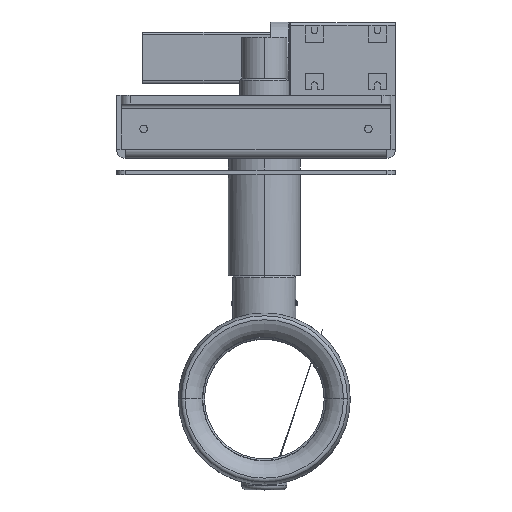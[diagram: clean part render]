
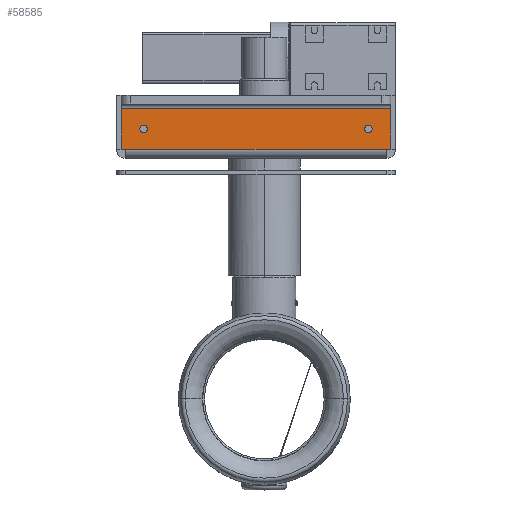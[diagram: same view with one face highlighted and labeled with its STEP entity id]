
A CAD part, top view. The second image highlights one B-rep face of the part: STEP entity #58585.
In plain terms, the highlighted planar face has unit normal (0, 0, 1).
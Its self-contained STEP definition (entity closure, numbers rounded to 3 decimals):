
#553 = EDGE_CURVE ( 'NONE', #61526, #1949, #23263, .T. ) ;
#1553 = CARTESIAN_POINT ( 'NONE',  ( -218.806, 199.599, 468.163 ) ) ;
#1949 = VERTEX_POINT ( 'NONE', #54987 ) ;
#4235 = EDGE_CURVE ( 'NONE', #7193, #24074, #45188, .T. ) ;
#4329 = CARTESIAN_POINT ( 'NONE',  ( 76.123, 244.799, 468.163 ) ) ;
#5634 = AXIS2_PLACEMENT_3D ( 'NONE', #64760, #60795, #24800 ) ;
#7193 = VERTEX_POINT ( 'NONE', #29279 ) ;
#7645 = EDGE_CURVE ( 'NONE', #26239, #33937, #35630, .T. ) ;
#8295 = CARTESIAN_POINT ( 'NONE',  ( 76.123, 199.599, 468.163 ) ) ;
#8337 = VERTEX_POINT ( 'NONE', #4329 ) ;
#9744 = CARTESIAN_POINT ( 'NONE',  ( -198.735, 226.449, 468.163 ) ) ;
#10051 = VERTEX_POINT ( 'NONE', #50375 ) ;
#10857 = EDGE_LOOP ( 'NONE', ( #30880, #41236 ) ) ;
#12187 = DIRECTION ( 'NONE',  ( 0., 0., -1. ) ) ;
#12238 = EDGE_LOOP ( 'NONE', ( #26756, #28668 ) ) ;
#12850 = DIRECTION ( 'NONE',  ( 0., 0., -1. ) ) ;
#12987 = DIRECTION ( 'NONE',  ( 0., 0., -1. ) ) ;
#14117 = CARTESIAN_POINT ( 'NONE',  ( -223.735, 244.799, 468.163 ) ) ;
#16006 = VECTOR ( 'NONE', #36485, 1000. ) ;
#16711 = LINE ( 'NONE', #60548, #50934 ) ;
#17746 = FACE_BOUND ( 'NONE', #12238, .T. ) ;
#18510 = EDGE_LOOP ( 'NONE', ( #41478, #43484, #44316, #56524, #39239, #24740 ) ) ;
#18608 = CARTESIAN_POINT ( 'NONE',  ( -198.735, 222.199, 468.163 ) ) ;
#21126 = VECTOR ( 'NONE', #32471, 1000. ) ;
#21308 = CIRCLE ( 'NONE', #5634, 4.25 ) ;
#22297 = CARTESIAN_POINT ( 'NONE',  ( -223.735, 199.599, 468.163 ) ) ;
#22953 = PLANE ( 'NONE',  #64201 ) ;
#23263 = LINE ( 'NONE', #24764, #54525 ) ;
#23719 = DIRECTION ( 'NONE',  ( -1., 0., 0. ) ) ;
#24074 = VERTEX_POINT ( 'NONE', #40644 ) ;
#24740 = ORIENTED_EDGE ( 'NONE', *, *, #553, .F. ) ;
#24764 = CARTESIAN_POINT ( 'NONE',  ( -218.806, 199.599, 468.163 ) ) ;
#24800 = DIRECTION ( 'NONE',  ( -1., 0., 0. ) ) ;
#26239 = VERTEX_POINT ( 'NONE', #30781 ) ;
#26344 = CIRCLE ( 'NONE', #53456, 4.25 ) ;
#26756 = ORIENTED_EDGE ( 'NONE', *, *, #37263, .T. ) ;
#27279 = VERTEX_POINT ( 'NONE', #48322 ) ;
#28668 = ORIENTED_EDGE ( 'NONE', *, *, #7645, .T. ) ;
#29279 = CARTESIAN_POINT ( 'NONE',  ( 71.194, 199.599, 468.163 ) ) ;
#30781 = CARTESIAN_POINT ( 'NONE',  ( -198.735, 217.949, 468.163 ) ) ;
#30880 = ORIENTED_EDGE ( 'NONE', *, *, #42120, .T. ) ;
#31371 = DIRECTION ( 'NONE',  ( -1., 0., 0. ) ) ;
#32047 = DIRECTION ( 'NONE',  ( 0., 1., 0. ) ) ;
#32055 = CARTESIAN_POINT ( 'NONE',  ( 51.123, 222.199, 468.163 ) ) ;
#32265 = DIRECTION ( 'NONE',  ( -1., 0., 0. ) ) ;
#32471 = DIRECTION ( 'NONE',  ( 0., 1., 0. ) ) ;
#33937 = VERTEX_POINT ( 'NONE', #9744 ) ;
#35234 = VECTOR ( 'NONE', #40209, 1000. ) ;
#35630 = CIRCLE ( 'NONE', #44022, 4.25 ) ;
#35906 = CARTESIAN_POINT ( 'NONE',  ( -218.806, 199.599, 468.163 ) ) ;
#36485 = DIRECTION ( 'NONE',  ( -1., 0., 0. ) ) ;
#36618 = FACE_BOUND ( 'NONE', #10857, .T. ) ;
#37263 = EDGE_CURVE ( 'NONE', #33937, #26239, #56879, .T. ) ;
#37598 = FACE_OUTER_BOUND ( 'NONE', #18510, .T. ) ;
#38589 = DIRECTION ( 'NONE',  ( -1., 0., 0. ) ) ;
#39239 = ORIENTED_EDGE ( 'NONE', *, *, #57718, .F. ) ;
#39422 = DIRECTION ( 'NONE',  ( -1., 0., 0. ) ) ;
#40209 = DIRECTION ( 'NONE',  ( 1., 0., 0. ) ) ;
#40644 = CARTESIAN_POINT ( 'NONE',  ( 76.123, 199.599, 468.163 ) ) ;
#41236 = ORIENTED_EDGE ( 'NONE', *, *, #48780, .T. ) ;
#41478 = ORIENTED_EDGE ( 'NONE', *, *, #63680, .F. ) ;
#41538 = DIRECTION ( 'NONE',  ( -1., 0., 0. ) ) ;
#42120 = EDGE_CURVE ( 'NONE', #27279, #10051, #26344, .T. ) ;
#42176 = AXIS2_PLACEMENT_3D ( 'NONE', #42330, #12987, #23719 ) ;
#42330 = CARTESIAN_POINT ( 'NONE',  ( -198.735, 222.199, 468.163 ) ) ;
#43484 = ORIENTED_EDGE ( 'NONE', *, *, #4235, .T. ) ;
#44022 = AXIS2_PLACEMENT_3D ( 'NONE', #18608, #57158, #32265 ) ;
#44316 = ORIENTED_EDGE ( 'NONE', *, *, #57506, .T. ) ;
#45188 = LINE ( 'NONE', #60562, #35234 ) ;
#46355 = LINE ( 'NONE', #1553, #16006 ) ;
#48134 = CARTESIAN_POINT ( 'NONE',  ( -218.806, 189.599, 468.163 ) ) ;
#48322 = CARTESIAN_POINT ( 'NONE',  ( 51.123, 226.449, 468.163 ) ) ;
#48780 = EDGE_CURVE ( 'NONE', #10051, #27279, #21308, .T. ) ;
#50375 = CARTESIAN_POINT ( 'NONE',  ( 51.123, 217.949, 468.163 ) ) ;
#50934 = VECTOR ( 'NONE', #31371, 1000. ) ;
#52691 = LINE ( 'NONE', #22297, #57734 ) ;
#53456 = AXIS2_PLACEMENT_3D ( 'NONE', #32055, #12187, #41538 ) ;
#54525 = VECTOR ( 'NONE', #39422, 1000. ) ;
#54987 = CARTESIAN_POINT ( 'NONE',  ( -223.735, 199.599, 468.163 ) ) ;
#56524 = ORIENTED_EDGE ( 'NONE', *, *, #61513, .T. ) ;
#56879 = CIRCLE ( 'NONE', #42176, 4.25 ) ;
#57158 = DIRECTION ( 'NONE',  ( 0., 0., -1. ) ) ;
#57506 = EDGE_CURVE ( 'NONE', #24074, #8337, #63586, .T. ) ;
#57718 = EDGE_CURVE ( 'NONE', #1949, #58633, #52691, .T. ) ;
#57734 = VECTOR ( 'NONE', #32047, 1000. ) ;
#58585 = ADVANCED_FACE ( 'NONE', ( #36618, #17746, #37598 ), #22953, .F. ) ;
#58633 = VERTEX_POINT ( 'NONE', #14117 ) ;
#60548 = CARTESIAN_POINT ( 'NONE',  ( -218.806, 244.799, 468.163 ) ) ;
#60562 = CARTESIAN_POINT ( 'NONE',  ( 71.194, 199.599, 468.163 ) ) ;
#60795 = DIRECTION ( 'NONE',  ( 0., 0., -1. ) ) ;
#61513 = EDGE_CURVE ( 'NONE', #8337, #58633, #16711, .T. ) ;
#61526 = VERTEX_POINT ( 'NONE', #35906 ) ;
#63586 = LINE ( 'NONE', #8295, #21126 ) ;
#63680 = EDGE_CURVE ( 'NONE', #7193, #61526, #46355, .T. ) ;
#64201 = AXIS2_PLACEMENT_3D ( 'NONE', #48134, #12850, #38589 ) ;
#64760 = CARTESIAN_POINT ( 'NONE',  ( 51.123, 222.199, 468.163 ) ) ;
